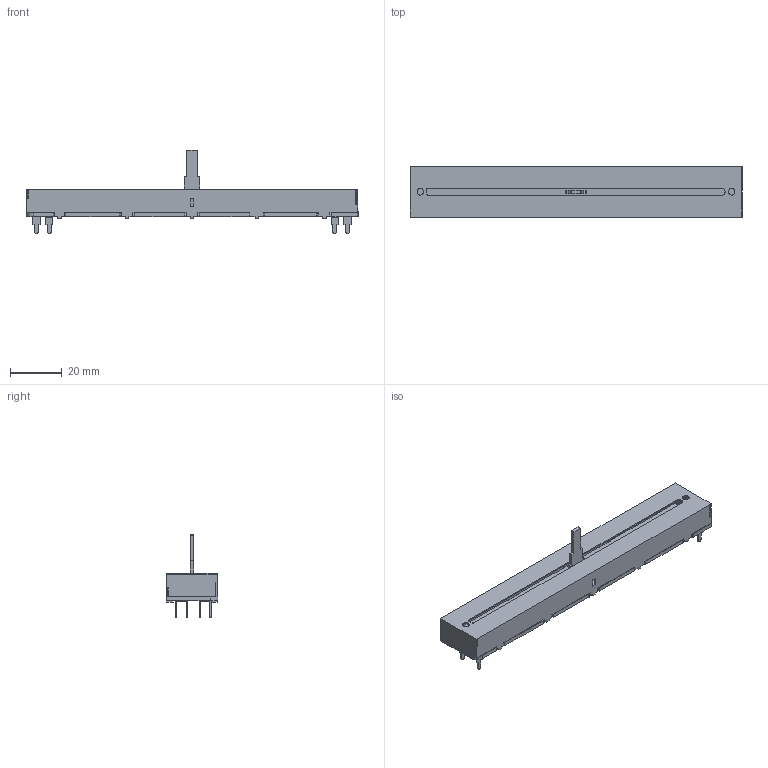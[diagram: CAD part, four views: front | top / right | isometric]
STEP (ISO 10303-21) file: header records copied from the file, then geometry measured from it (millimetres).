
FILE_DESCRIPTION((''),'2;1');
FILE_NAME('PTF01-152A-103B2','2019-12-18T10:21:35',('kak13012'),(''),'Autodesk Inventor 2010','Autodesk Inventor 2010','');
FILE_SCHEMA(('AUTOMOTIVE_DESIGN { 1 0 10303 214 1 1 1 1 }'));
Length unit declared in the file: millimetre
Products named in the file (1): PTF01-152A-103B2
Bounding box: 128 x 20 x 32.1 mm (x, y, z)
Volume: 6322.7 mm3; surface area: 15944.5 mm2
Topology: 2 solids, 2 shells, 1159 faces, 3316 edges, 2193 vertices
Faces by surface type: plane 714, bspline 318, cylinder 119, torus 8
Full cylindrical faces by diameter (mm): 1.85 x8, 1.95 x8, 2.6 x2
Entity records: 41174 total; most frequent: CARTESIAN_POINT 11858, ORIENTED_EDGE 6524, DIRECTION 4630, EDGE_CURVE 3262, VECTOR 2390, LINE 2390, VERTEX_POINT 2181, EDGE_LOOP 1307
